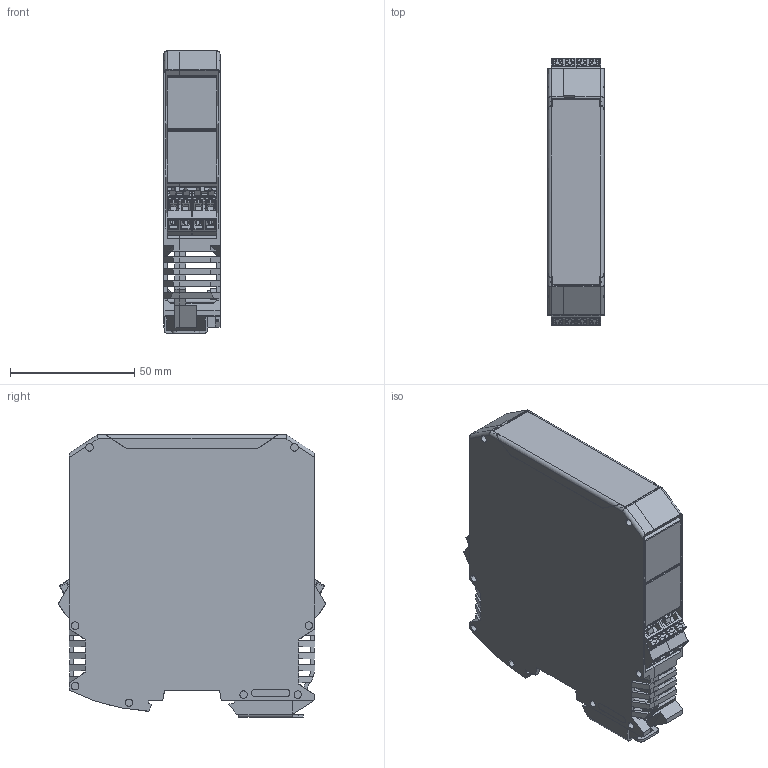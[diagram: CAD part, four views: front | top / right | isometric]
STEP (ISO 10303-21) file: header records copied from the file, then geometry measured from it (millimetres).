
FILE_DESCRIPTION(/* description */ ('Alibre Inc.'),/* implementation_level */ '2;1');
FILE_NAME(/* name */ 'export-3CB140AF-D369-493E-9085-5B21B502BE21',/* time_stamp */ '2020-01-28T10:18:31+01:00',/* author */ (''),/* organization */ (''),/* preprocessor_version */ 'ST-DEVELOPER v17',/* originating_system */ 'Alibre',/* authorisation */ '');
FILE_SCHEMA (('AUTOMOTIVE_DESIGN'));
Length unit declared in the file: millimetre
Products named in the file (11): ID_1
Bounding box: 22.6 x 107.75 x 113.7 mm (x, y, z)
Volume: 67938.7 mm3; surface area: 93056.6 mm2
Topology: 23 solids, 23 shells, 6415 faces, 17592 edges, 11455 vertices
Faces by surface type: plane 5257, cylinder 1024, cone 66, torus 36, sphere 32
Full cylindrical faces by diameter (mm): 2.08 x4, 2.1 x4
Entity records: 72983 total; most frequent: CARTESIAN_POINT 13708, ORIENTED_EDGE 13234, DIRECTION 9561, EDGE_CURVE 6614, VECTOR 5655, LINE 5655, VERTEX_POINT 4329, AXIS2_PLACEMENT_3D 2884
